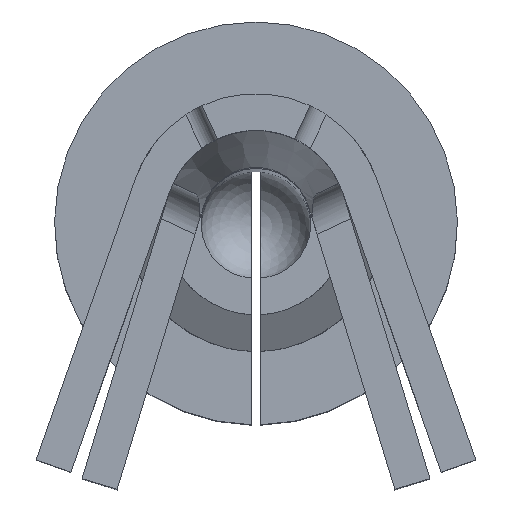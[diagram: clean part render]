
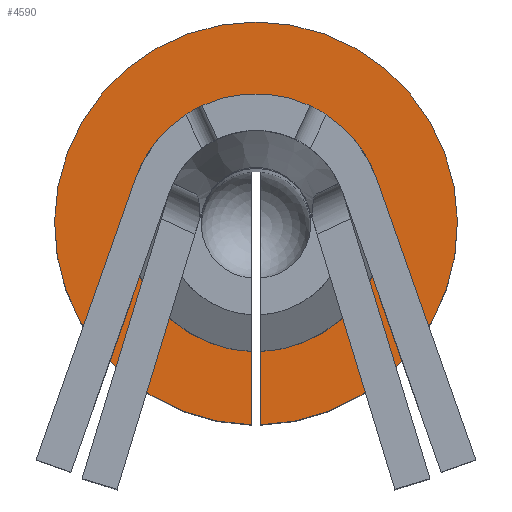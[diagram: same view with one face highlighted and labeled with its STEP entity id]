
A CAD part, top view. The second image highlights one B-rep face of the part: STEP entity #4590.
In plain terms, the highlighted planar face has unit normal (0, 0, 1).
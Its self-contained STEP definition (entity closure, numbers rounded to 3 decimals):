
#980=CARTESIAN_POINT('',(76.763,145.15,
2.024));
#990=VERTEX_POINT('',#980);
#1020=CARTESIAN_POINT('',(76.763,146.249,
2.024));
#1030=DIRECTION('',(0.,1.,0.));
#1040=VECTOR('',#1030,1.);
#1050=LINE('',#1020,#1040);
#1060=CARTESIAN_POINT('',(76.763,145.55,
2.024));
#1070=VERTEX_POINT('',#1060);
#1080=EDGE_CURVE('',#990,#1070,#1050,.T.);
#3200=CARTESIAN_POINT('',(76.788,146.249,
2.024));
#3210=DIRECTION('',(0.,0.,1.));
#3220=DIRECTION('',(0.,-1.,0.));
#3230=AXIS2_PLACEMENT_3D('',#3200,#3210,#3220);
#3240=CIRCLE('',#3230,1.1);
#3250=CARTESIAN_POINT('',(76.813,145.15,
2.024));
#3260=VERTEX_POINT('',#3250);
#3270=EDGE_CURVE('',#3260,#990,#3240,.T.);
#4160=CARTESIAN_POINT('',(76.788,146.249,
2.024));
#4170=DIRECTION('',(0.,0.,1.));
#4180=DIRECTION('',(1.,0.,0.));
#4190=AXIS2_PLACEMENT_3D('',#4160,#4170,#4180);
#4200=CIRCLE('',#4190,0.7);
#4210=CARTESIAN_POINT('',(76.813,145.55,
2.024));
#4220=VERTEX_POINT('',#4210);
#4230=EDGE_CURVE('',#4220,#1070,#4200,.T.);
#4430=CARTESIAN_POINT('',(76.788,145.549,
2.024));
#4440=DIRECTION('',(0.,0.,1.));
#4450=DIRECTION('',(-1.,0.,0.));
#4460=AXIS2_PLACEMENT_3D('',#4430,#4440,#4450);
#4470=PLANE('',#4460);
#4480=ORIENTED_EDGE('',*,*,#4230,.F.);
#4490=ORIENTED_EDGE('',*,*,#1080,.T.);
#4500=ORIENTED_EDGE('',*,*,#3270,.T.);
#4510=CARTESIAN_POINT('',(76.813,146.249,
2.024));
#4520=DIRECTION('',(0.,1.,0.));
#4530=VECTOR('',#4520,1.);
#4540=LINE('',#4510,#4530);
#4550=EDGE_CURVE('',#3260,#4220,#4540,.T.);
#4560=ORIENTED_EDGE('',*,*,#4550,.F.);
#4570=EDGE_LOOP('',(#4560,#4500,#4490,#4480));
#4580=FACE_OUTER_BOUND('',#4570,.T.);
#4590=ADVANCED_FACE('',(#4580),#4470,.T.);
